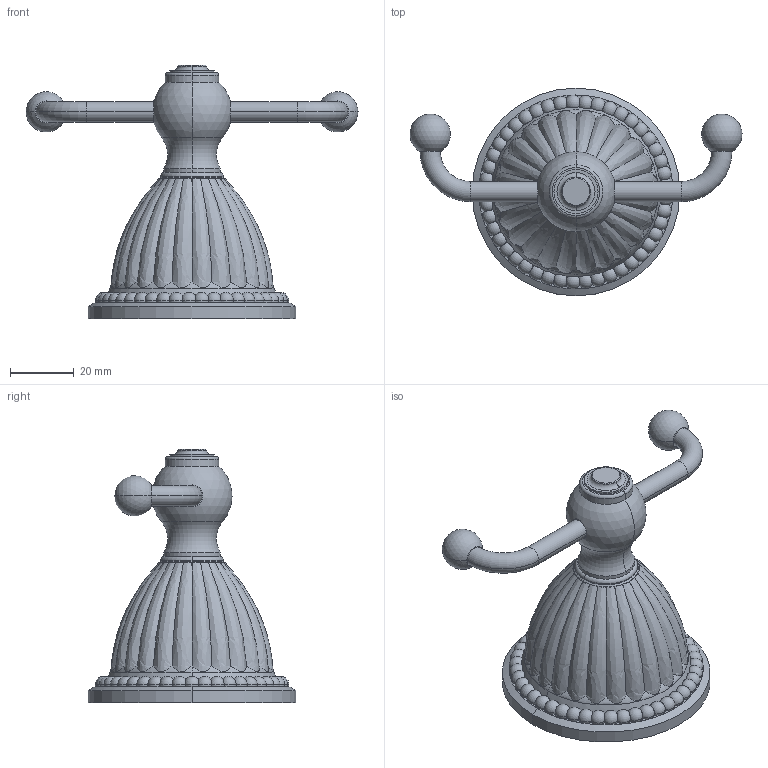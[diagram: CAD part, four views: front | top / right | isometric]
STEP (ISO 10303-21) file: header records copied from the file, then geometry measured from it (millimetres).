
FILE_DESCRIPTION((''),'2;1');
FILE_NAME('22-13','2021-10-28T09:31:59',('jinson.thomas'),(''),'CREO PARAMETRIC BY PTC INC, 2018400','CREO PARAMETRIC BY PTC INC, 2018400','');
FILE_SCHEMA(('CONFIG_CONTROL_DESIGN'));
Length unit declared in the file: inch
Products named in the file (1): 22-13
Bounding box: 104.33 x 65.28 x 79.63 mm (x, y, z)
Volume: 90566 mm3; surface area: 16575.5 mm2
Topology: 1 solids, 1 shells, 190 faces, 607 edges, 335 vertices
Faces by surface type: sphere 96, plane 34, bspline 26, cylinder 14, torus 14, cone 6
Entity records: 7990 total; most frequent: CARTESIAN_POINT 3534, ORIENTED_EDGE 1026, DIRECTION 822, EDGE_CURVE 513, AXIS2_PLACEMENT_3D 401, VERTEX_POINT 335, B_SPLINE_CURVE_WITH_KNOTS 256, CIRCLE 237
